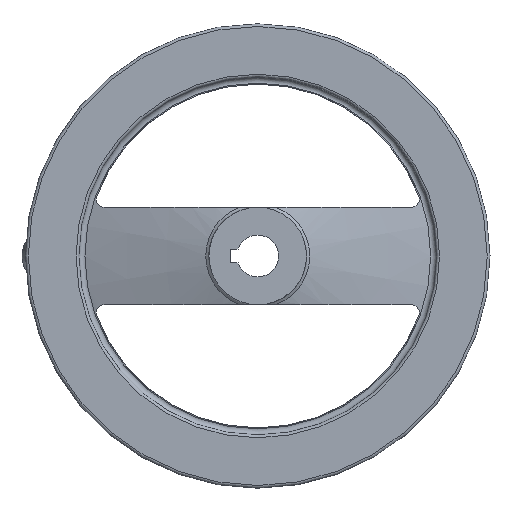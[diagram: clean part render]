
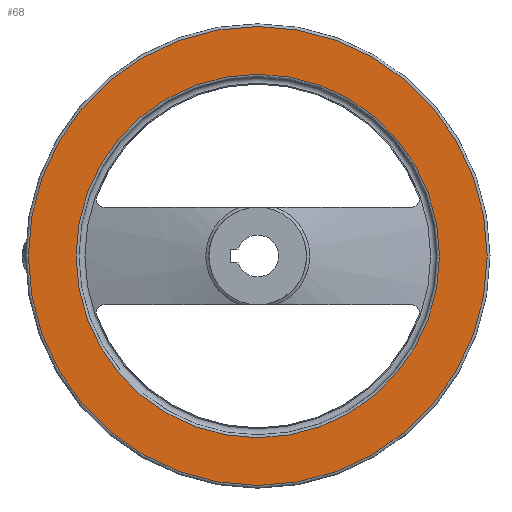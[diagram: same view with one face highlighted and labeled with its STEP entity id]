
A CAD part, left-side view. The second image highlights one B-rep face of the part: STEP entity #68.
In plain terms, the highlighted planar face has unit normal (-1, 0, 0).
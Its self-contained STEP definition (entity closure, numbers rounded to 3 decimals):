
#68 = ADVANCED_FACE( '', ( #164, #165 ), #166, .F. );
#164 = FACE_OUTER_BOUND( '', #300, .T. );
#165 = FACE_BOUND( '', #301, .T. );
#166 = PLANE( '', #302 );
#300 = EDGE_LOOP( '', ( #476 ) );
#301 = EDGE_LOOP( '', ( #477 ) );
#302 = AXIS2_PLACEMENT_3D( '', #478, #479, #480 );
#476 = ORIENTED_EDGE( '', *, *, #741, .F. );
#477 = ORIENTED_EDGE( '', *, *, #752, .T. );
#478 = CARTESIAN_POINT( '', ( 22.8, 78.25, 0. ) );
#479 = DIRECTION( '', ( 1., 0., 0. ) );
#480 = DIRECTION( '', ( 0., 0., -1. ) );
#741 = EDGE_CURVE( '', #854, #854, #855, .T. );
#752 = EDGE_CURVE( '', #873, #873, #874, .T. );
#854 = VERTEX_POINT( '', #1016 );
#855 = CIRCLE( '', #1017, 98.8 );
#873 = VERTEX_POINT( '', #1039 );
#874 = CIRCLE( '', #1040, 78.25 );
#1016 = CARTESIAN_POINT( '', ( 22.8, 0., -98.8 ) );
#1017 = AXIS2_PLACEMENT_3D( '', #1517, #1518, #1519 );
#1039 = CARTESIAN_POINT( '', ( 22.8, 0., -78.25 ) );
#1040 = AXIS2_PLACEMENT_3D( '', #1533, #1534, #1535 );
#1517 = CARTESIAN_POINT( '', ( 22.8, 0., 0. ) );
#1518 = DIRECTION( '', ( 1., 0., 0. ) );
#1519 = DIRECTION( '', ( 0., 0., -1. ) );
#1533 = CARTESIAN_POINT( '', ( 22.8, 0., 0. ) );
#1534 = DIRECTION( '', ( 1., 0., 0. ) );
#1535 = DIRECTION( '', ( 0., 0., -1. ) );
